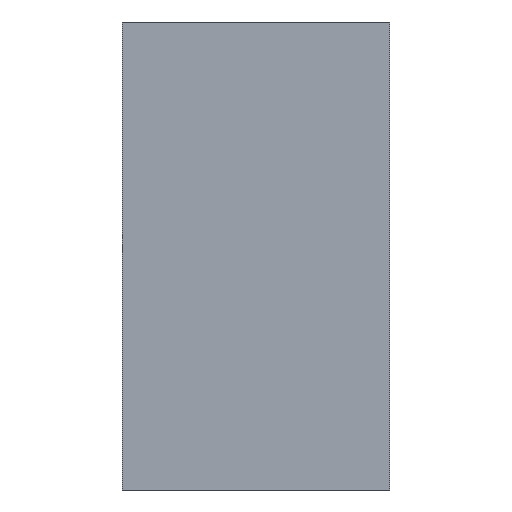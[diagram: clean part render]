
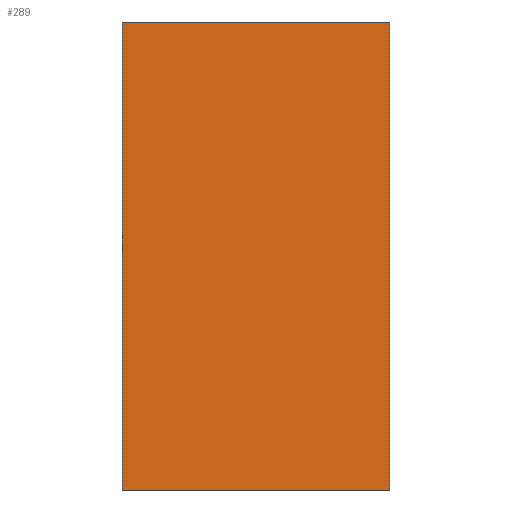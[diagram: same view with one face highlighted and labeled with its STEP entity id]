
A CAD part, left-side view. The second image highlights one B-rep face of the part: STEP entity #289.
In plain terms, the highlighted planar face has unit normal (-1, 0, 0).
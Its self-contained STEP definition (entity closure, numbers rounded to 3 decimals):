
#4 = EDGE_CURVE ( 'NONE', #346, #608, #508, .T. ) ;
#79 = LINE ( 'NONE', #602, #173 ) ;
#88 = AXIS2_PLACEMENT_3D ( 'NONE', #816, #195, #752 ) ;
#89 = EDGE_CURVE ( 'NONE', #676, #608, #642, .T. ) ;
#96 = CARTESIAN_POINT ( 'NONE',  ( -0.29, 0.16, -0.14 ) ) ;
#152 = VERTEX_POINT ( 'NONE', #232 ) ;
#155 = EDGE_LOOP ( 'NONE', ( #724, #489, #260, #617 ) ) ;
#158 = CARTESIAN_POINT ( 'NONE',  ( -0.29, 0., 0.14 ) ) ;
#162 = CARTESIAN_POINT ( 'NONE',  ( -0.29, 0., 0.14 ) ) ;
#173 = VECTOR ( 'NONE', #372, 1000. ) ;
#190 = FACE_OUTER_BOUND ( 'NONE', #155, .T. ) ;
#195 = DIRECTION ( 'NONE',  ( 1., 0., 0. ) ) ;
#206 = VECTOR ( 'NONE', #470, 1000. ) ;
#232 = CARTESIAN_POINT ( 'NONE',  ( -0.29, 0.16, -0.14 ) ) ;
#260 = ORIENTED_EDGE ( 'NONE', *, *, #732, .F. ) ;
#289 = ADVANCED_FACE ( 'NONE', ( #190 ), #614, .F. ) ;
#291 = DIRECTION ( 'NONE',  ( 0., -1., 0. ) ) ;
#318 = LINE ( 'NONE', #96, #805 ) ;
#346 = VERTEX_POINT ( 'NONE', #762 ) ;
#372 = DIRECTION ( 'NONE',  ( 0., 0., 1. ) ) ;
#470 = DIRECTION ( 'NONE',  ( 0., 0., 1. ) ) ;
#472 = DIRECTION ( 'NONE',  ( 0., -1., 0. ) ) ;
#489 = ORIENTED_EDGE ( 'NONE', *, *, #4, .F. ) ;
#508 = LINE ( 'NONE', #581, #661 ) ;
#527 = CARTESIAN_POINT ( 'NONE',  ( -0.29, 0., -0.14 ) ) ;
#581 = CARTESIAN_POINT ( 'NONE',  ( -0.29, 0.16, 0.14 ) ) ;
#596 = EDGE_CURVE ( 'NONE', #152, #676, #318, .T. ) ;
#602 = CARTESIAN_POINT ( 'NONE',  ( -0.29, 0.16, 0.14 ) ) ;
#608 = VERTEX_POINT ( 'NONE', #158 ) ;
#614 = PLANE ( 'NONE',  #88 ) ;
#617 = ORIENTED_EDGE ( 'NONE', *, *, #596, .T. ) ;
#642 = LINE ( 'NONE', #162, #206 ) ;
#661 = VECTOR ( 'NONE', #291, 1000. ) ;
#676 = VERTEX_POINT ( 'NONE', #527 ) ;
#724 = ORIENTED_EDGE ( 'NONE', *, *, #89, .T. ) ;
#732 = EDGE_CURVE ( 'NONE', #152, #346, #79, .T. ) ;
#752 = DIRECTION ( 'NONE',  ( 0., 0., -1. ) ) ;
#762 = CARTESIAN_POINT ( 'NONE',  ( -0.29, 0.16, 0.14 ) ) ;
#805 = VECTOR ( 'NONE', #472, 1000. ) ;
#816 = CARTESIAN_POINT ( 'NONE',  ( -0.29, 0.16, 0.14 ) ) ;
